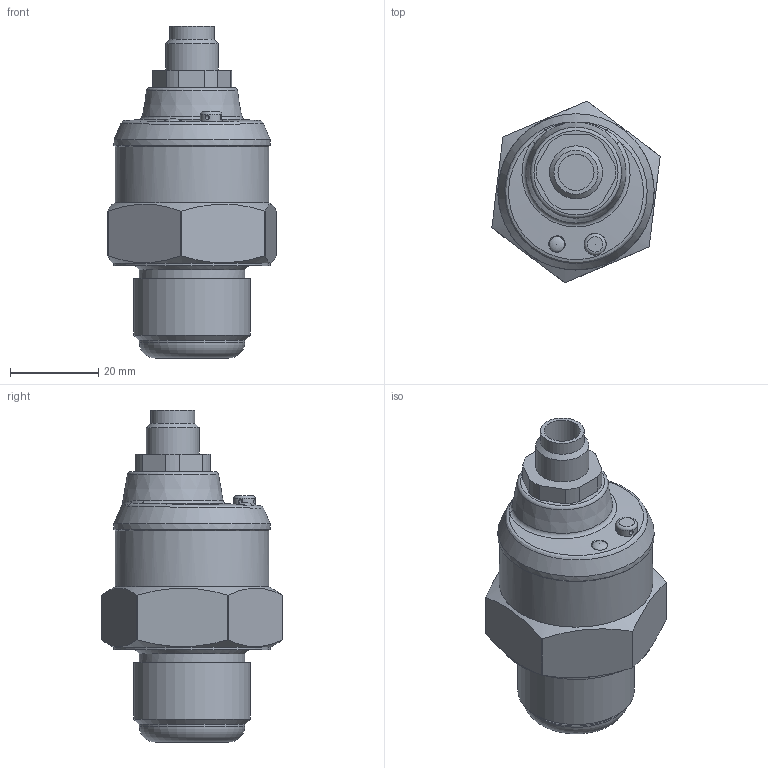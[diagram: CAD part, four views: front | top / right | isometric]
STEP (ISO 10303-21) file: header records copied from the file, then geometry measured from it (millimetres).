
FILE_DESCRIPTION(/* description */ ('Unknown'),/* implementation_level */ '2;1');
FILE_NAME(/* name */ 'HLM-35N-SV-G-_-C',/* time_stamp */ '2025-12-03T11:23:53+01:00',/* author */ ('Unknown'),/* organization */ ('Unknown'),/* preprocessor_version */ 'ST-DEVELOPER v18.1',/* originating_system */ 'Solid Edge',/* authorisation */ 'Unknown');
FILE_SCHEMA (('AUTOMOTIVE_DESIGN {1 0 10303 214 3 1 1}'));
Length unit declared in the file: millimetre
Products named in the file (1): HLM-35N-SV-G-_-C
Bounding box: 38.22 x 41.21 x 75.4 mm (x, y, z)
Volume: 46576 mm3; surface area: 9195.7 mm2
Topology: 1 solids, 3 shells, 88 faces, 216 edges, 135 vertices
Faces by surface type: cylinder 33, plane 27, cone 15, bspline 8, torus 5
Full cylindrical faces by diameter (mm): 1 x4, 1.8 x1, 2.5 x1, 2.6 x1, 4 x1, 4.9 x1, 8.2 x1, 10 x1, 12 x1, 16.2 x1, 24 x2, 26.441 x1, 34.041 x1, 34.8 x1, 35.5 x1, 35.6 x1
Entity records: 3501 total; most frequent: CARTESIAN_POINT 1098, DIRECTION 362, ORIENTED_EDGE 310, AXIS2_PLACEMENT_3D 163, EDGE_CURVE 155, FACE_BOUND 141, EDGE_LOOP 139, VERTEX_POINT 116
